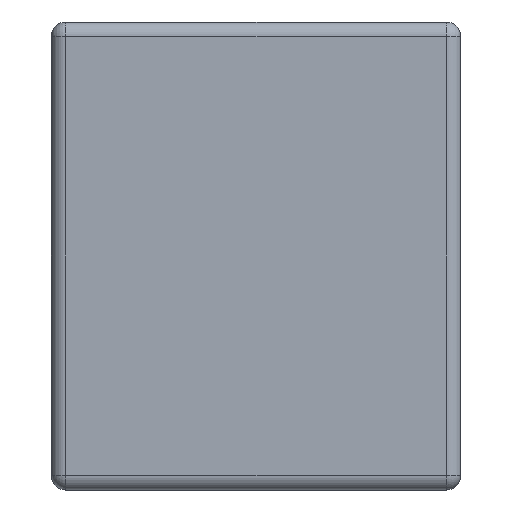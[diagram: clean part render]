
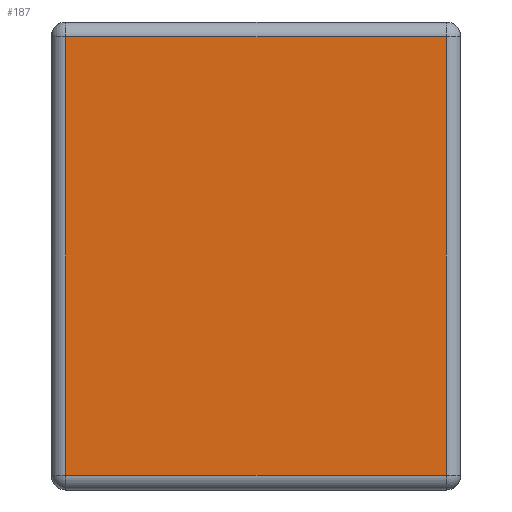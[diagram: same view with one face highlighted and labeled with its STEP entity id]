
A CAD part, left-side view. The second image highlights one B-rep face of the part: STEP entity #187.
In plain terms, the highlighted planar face has unit normal (-1, 0, 0).
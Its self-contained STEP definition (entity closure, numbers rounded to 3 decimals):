
#19 = FACE_OUTER_BOUND ( 'NONE', #2104, .T. ) ;
#53 = CARTESIAN_POINT ( 'NONE',  ( -1.6, 1.4, 0.75 ) ) ;
#105 = CARTESIAN_POINT ( 'NONE',  ( -1.6, 1.4, 0.8 ) ) ;
#138 = DIRECTION ( 'NONE',  ( 0., 0., -1. ) ) ;
#187 = ADVANCED_FACE ( 'NONE', ( #19 ), #2229, .F. ) ;
#233 = VERTEX_POINT ( 'NONE', #1590 ) ;
#293 = DIRECTION ( 'NONE',  ( 0., 0., 1. ) ) ;
#305 = CARTESIAN_POINT ( 'NONE',  ( -1.6, 1.4, -0.75 ) ) ;
#442 = AXIS2_PLACEMENT_3D ( 'NONE', #105, #631, #1021 ) ;
#480 = VECTOR ( 'NONE', #1705, 1000. ) ;
#501 = VERTEX_POINT ( 'NONE', #1251 ) ;
#557 = VERTEX_POINT ( 'NONE', #1660 ) ;
#631 = DIRECTION ( 'NONE',  ( 1., 0., 0. ) ) ;
#677 = EDGE_CURVE ( 'NONE', #233, #557, #1946, .T. ) ;
#717 = EDGE_CURVE ( 'NONE', #557, #501, #876, .T. ) ;
#726 = ORIENTED_EDGE ( 'NONE', *, *, #717, .T. ) ;
#876 = LINE ( 'NONE', #1751, #1885 ) ;
#928 = CARTESIAN_POINT ( 'NONE',  ( -1.6, 1.35, 0.75 ) ) ;
#951 = VECTOR ( 'NONE', #138, 1000. ) ;
#1021 = DIRECTION ( 'NONE',  ( 0., 1., 0. ) ) ;
#1105 = LINE ( 'NONE', #2014, #951 ) ;
#1249 = ORIENTED_EDGE ( 'NONE', *, *, #2321, .T. ) ;
#1251 = CARTESIAN_POINT ( 'NONE',  ( -1.6, 0.05, 0.75 ) ) ;
#1436 = ORIENTED_EDGE ( 'NONE', *, *, #1800, .T. ) ;
#1590 = CARTESIAN_POINT ( 'NONE',  ( -1.6, 1.35, -0.75 ) ) ;
#1621 = DIRECTION ( 'NONE',  ( 0., -1., 0. ) ) ;
#1660 = CARTESIAN_POINT ( 'NONE',  ( -1.6, 0.05, -0.75 ) ) ;
#1705 = DIRECTION ( 'NONE',  ( 0., 1., 0. ) ) ;
#1751 = CARTESIAN_POINT ( 'NONE',  ( -1.6, 0.05, 0.8 ) ) ;
#1771 = VECTOR ( 'NONE', #1621, 1000. ) ;
#1800 = EDGE_CURVE ( 'NONE', #501, #2162, #1892, .T. ) ;
#1885 = VECTOR ( 'NONE', #293, 1000. ) ;
#1892 = LINE ( 'NONE', #53, #480 ) ;
#1946 = LINE ( 'NONE', #305, #1771 ) ;
#2014 = CARTESIAN_POINT ( 'NONE',  ( -1.6, 1.35, 0.8 ) ) ;
#2104 = EDGE_LOOP ( 'NONE', ( #2324, #726, #1436, #1249 ) ) ;
#2162 = VERTEX_POINT ( 'NONE', #928 ) ;
#2229 = PLANE ( 'NONE',  #442 ) ;
#2321 = EDGE_CURVE ( 'NONE', #2162, #233, #1105, .T. ) ;
#2324 = ORIENTED_EDGE ( 'NONE', *, *, #677, .T. ) ;
